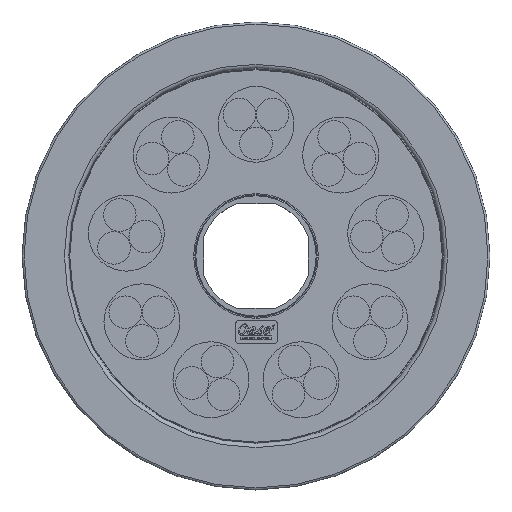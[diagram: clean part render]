
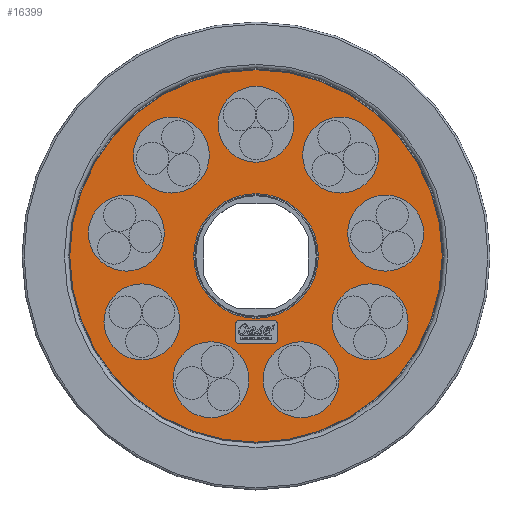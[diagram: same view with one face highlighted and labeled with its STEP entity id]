
A CAD part, top view. The second image highlights one B-rep face of the part: STEP entity #16399.
In plain terms, the highlighted planar face has unit normal (0, 0, 1).
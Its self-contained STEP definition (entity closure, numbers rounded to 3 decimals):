
#1169=FACE_BOUND('',#3272,.T.);
#1170=FACE_BOUND('',#3273,.T.);
#1171=FACE_BOUND('',#3274,.T.);
#1172=FACE_BOUND('',#3275,.T.);
#1173=FACE_BOUND('',#3276,.T.);
#1174=FACE_BOUND('',#3277,.T.);
#1175=FACE_BOUND('',#3278,.T.);
#1176=FACE_BOUND('',#3279,.T.);
#1177=FACE_BOUND('',#3280,.T.);
#1178=FACE_BOUND('',#3281,.T.);
#1179=FACE_BOUND('',#3282,.T.);
#1250=CIRCLE('',#17098,1.28);
#1251=CIRCLE('',#17101,1.28);
#1252=CIRCLE('',#17104,1.28);
#1253=CIRCLE('',#17107,1.28);
#1254=CIRCLE('',#17205,91.912);
#1255=CIRCLE('',#17206,91.912);
#1256=CIRCLE('',#17207,18.75);
#1257=CIRCLE('',#17208,18.75);
#1258=CIRCLE('',#17209,18.75);
#1259=CIRCLE('',#17210,18.75);
#1260=CIRCLE('',#17211,18.75);
#1261=CIRCLE('',#17212,18.75);
#1262=CIRCLE('',#17213,18.75);
#1263=CIRCLE('',#17214,18.75);
#1264=CIRCLE('',#17215,18.75);
#1265=CIRCLE('',#17216,30.773);
#1266=CIRCLE('',#17217,30.773);
#2398=FACE_OUTER_BOUND('',#3271,.T.);
#3271=EDGE_LOOP('',(#11489,#11490));
#3272=EDGE_LOOP('',(#11491));
#3273=EDGE_LOOP('',(#11492));
#3274=EDGE_LOOP('',(#11493));
#3275=EDGE_LOOP('',(#11494));
#3276=EDGE_LOOP('',(#11495));
#3277=EDGE_LOOP('',(#11496));
#3278=EDGE_LOOP('',(#11497));
#3279=EDGE_LOOP('',(#11498));
#3280=EDGE_LOOP('',(#11499));
#3281=EDGE_LOOP('',(#11500,#11501));
#3282=EDGE_LOOP('',(#11502,#11503,#11504,#11505,#11506,#11507,#11508,#11509));
#4491=LINE('',#24993,#5672);
#4495=LINE('',#25002,#5676);
#4516=LINE('',#25762,#5697);
#4519=LINE('',#25769,#5700);
#5672=VECTOR('',#18877,10.);
#5676=VECTOR('',#18887,10.);
#5697=VECTOR('',#18920,10.);
#5700=VECTOR('',#18929,10.);
#6888=VERTEX_POINT('',#24991);
#6889=VERTEX_POINT('',#24992);
#6890=VERTEX_POINT('',#24997);
#6891=VERTEX_POINT('',#25001);
#6892=VERTEX_POINT('',#25005);
#6909=VERTEX_POINT('',#25757);
#6910=VERTEX_POINT('',#25761);
#6911=VERTEX_POINT('',#25765);
#7134=VERTEX_POINT('',#27848);
#7135=VERTEX_POINT('',#27849);
#7136=VERTEX_POINT('',#27852);
#7137=VERTEX_POINT('',#27854);
#7138=VERTEX_POINT('',#27856);
#7139=VERTEX_POINT('',#27858);
#7140=VERTEX_POINT('',#27860);
#7141=VERTEX_POINT('',#27862);
#7142=VERTEX_POINT('',#27864);
#7143=VERTEX_POINT('',#27866);
#7144=VERTEX_POINT('',#27868);
#7145=VERTEX_POINT('',#27870);
#7146=VERTEX_POINT('',#27871);
#8391=EDGE_CURVE('',#6888,#6889,#4491,.T.);
#8394=EDGE_CURVE('',#6889,#6890,#1250,.T.);
#8396=EDGE_CURVE('',#6890,#6891,#4495,.T.);
#8398=EDGE_CURVE('',#6891,#6892,#1251,.T.);
#8437=EDGE_CURVE('',#6909,#6888,#1252,.T.);
#8439=EDGE_CURVE('',#6910,#6909,#4516,.T.);
#8441=EDGE_CURVE('',#6911,#6910,#1253,.T.);
#8443=EDGE_CURVE('',#6892,#6911,#4519,.T.);
#8777=EDGE_CURVE('',#7134,#7135,#1254,.T.);
#8778=EDGE_CURVE('',#7135,#7134,#1255,.T.);
#8779=EDGE_CURVE('',#7136,#7136,#1256,.T.);
#8780=EDGE_CURVE('',#7137,#7137,#1257,.T.);
#8781=EDGE_CURVE('',#7138,#7138,#1258,.T.);
#8782=EDGE_CURVE('',#7139,#7139,#1259,.T.);
#8783=EDGE_CURVE('',#7140,#7140,#1260,.T.);
#8784=EDGE_CURVE('',#7141,#7141,#1261,.T.);
#8785=EDGE_CURVE('',#7142,#7142,#1262,.T.);
#8786=EDGE_CURVE('',#7143,#7143,#1263,.T.);
#8787=EDGE_CURVE('',#7144,#7144,#1264,.T.);
#8788=EDGE_CURVE('',#7145,#7146,#1265,.T.);
#8789=EDGE_CURVE('',#7146,#7145,#1266,.T.);
#11489=ORIENTED_EDGE('',*,*,#8777,.F.);
#11490=ORIENTED_EDGE('',*,*,#8778,.F.);
#11491=ORIENTED_EDGE('',*,*,#8779,.T.);
#11492=ORIENTED_EDGE('',*,*,#8780,.T.);
#11493=ORIENTED_EDGE('',*,*,#8781,.T.);
#11494=ORIENTED_EDGE('',*,*,#8782,.T.);
#11495=ORIENTED_EDGE('',*,*,#8783,.T.);
#11496=ORIENTED_EDGE('',*,*,#8784,.T.);
#11497=ORIENTED_EDGE('',*,*,#8785,.T.);
#11498=ORIENTED_EDGE('',*,*,#8786,.T.);
#11499=ORIENTED_EDGE('',*,*,#8787,.T.);
#11500=ORIENTED_EDGE('',*,*,#8788,.T.);
#11501=ORIENTED_EDGE('',*,*,#8789,.T.);
#11502=ORIENTED_EDGE('',*,*,#8391,.T.);
#11503=ORIENTED_EDGE('',*,*,#8394,.T.);
#11504=ORIENTED_EDGE('',*,*,#8396,.T.);
#11505=ORIENTED_EDGE('',*,*,#8398,.T.);
#11506=ORIENTED_EDGE('',*,*,#8443,.T.);
#11507=ORIENTED_EDGE('',*,*,#8441,.T.);
#11508=ORIENTED_EDGE('',*,*,#8439,.T.);
#11509=ORIENTED_EDGE('',*,*,#8437,.T.);
#15042=PLANE('',#17204);
#16399=ADVANCED_FACE('',(#2398,#1169,#1170,#1171,#1172,#1173,#1174,#1175,
#1176,#1177,#1178,#1179),#15042,.T.);
#17098=AXIS2_PLACEMENT_3D('',#24998,#18882,#18883);
#17101=AXIS2_PLACEMENT_3D('',#25006,#18891,#18892);
#17104=AXIS2_PLACEMENT_3D('',#25758,#18915,#18916);
#17107=AXIS2_PLACEMENT_3D('',#25766,#18924,#18925);
#17204=AXIS2_PLACEMENT_3D('',#27847,#19391,#19392);
#17205=AXIS2_PLACEMENT_3D('',#27850,#19393,#19394);
#17206=AXIS2_PLACEMENT_3D('',#27851,#19395,#19396);
#17207=AXIS2_PLACEMENT_3D('',#27853,#19397,#19398);
#17208=AXIS2_PLACEMENT_3D('',#27855,#19399,#19400);
#17209=AXIS2_PLACEMENT_3D('',#27857,#19401,#19402);
#17210=AXIS2_PLACEMENT_3D('',#27859,#19403,#19404);
#17211=AXIS2_PLACEMENT_3D('',#27861,#19405,#19406);
#17212=AXIS2_PLACEMENT_3D('',#27863,#19407,#19408);
#17213=AXIS2_PLACEMENT_3D('',#27865,#19409,#19410);
#17214=AXIS2_PLACEMENT_3D('',#27867,#19411,#19412);
#17215=AXIS2_PLACEMENT_3D('',#27869,#19413,#19414);
#17216=AXIS2_PLACEMENT_3D('',#27872,#19415,#19416);
#17217=AXIS2_PLACEMENT_3D('',#27873,#19417,#19418);
#18877=DIRECTION('',(1.,0.,0.));
#18882=DIRECTION('center_axis',(0.,0.,-1.));
#18883=DIRECTION('ref_axis',(1.,0.,0.));
#18887=DIRECTION('',(0.,-1.,0.));
#18891=DIRECTION('center_axis',(0.,0.,-1.));
#18892=DIRECTION('ref_axis',(0.,-1.,0.));
#18915=DIRECTION('center_axis',(0.,0.,-1.));
#18916=DIRECTION('ref_axis',(0.,1.,0.));
#18920=DIRECTION('',(0.,1.,0.));
#18924=DIRECTION('center_axis',(0.,0.,-1.));
#18925=DIRECTION('ref_axis',(-1.,0.,0.));
#18929=DIRECTION('',(-1.,0.,0.));
#19391=DIRECTION('center_axis',(0.,0.,1.));
#19392=DIRECTION('ref_axis',(1.,0.,0.));
#19393=DIRECTION('center_axis',(0.,0.,-1.));
#19394=DIRECTION('ref_axis',(1.,0.,0.));
#19395=DIRECTION('center_axis',(0.,0.,-1.));
#19396=DIRECTION('ref_axis',(1.,0.,0.));
#19397=DIRECTION('center_axis',(0.,0.,-1.));
#19398=DIRECTION('ref_axis',(-1.,0.,0.));
#19399=DIRECTION('center_axis',(0.,0.,-1.));
#19400=DIRECTION('ref_axis',(-1.,0.,0.));
#19401=DIRECTION('center_axis',(0.,0.,-1.));
#19402=DIRECTION('ref_axis',(-1.,0.,0.));
#19403=DIRECTION('center_axis',(0.,0.,-1.));
#19404=DIRECTION('ref_axis',(-1.,0.,0.));
#19405=DIRECTION('center_axis',(0.,0.,-1.));
#19406=DIRECTION('ref_axis',(-1.,0.,0.));
#19407=DIRECTION('center_axis',(0.,0.,-1.));
#19408=DIRECTION('ref_axis',(-1.,0.,0.));
#19409=DIRECTION('center_axis',(0.,0.,-1.));
#19410=DIRECTION('ref_axis',(-1.,0.,0.));
#19411=DIRECTION('center_axis',(0.,0.,-1.));
#19412=DIRECTION('ref_axis',(-1.,0.,0.));
#19413=DIRECTION('center_axis',(0.,0.,-1.));
#19414=DIRECTION('ref_axis',(-1.,0.,0.));
#19415=DIRECTION('center_axis',(0.,0.,-1.));
#19416=DIRECTION('ref_axis',(1.,0.,0.));
#19417=DIRECTION('center_axis',(0.,0.,-1.));
#19418=DIRECTION('ref_axis',(1.,0.,0.));
#24991=CARTESIAN_POINT('',(-8.717,-31.952,26.596));
#24992=CARTESIAN_POINT('',(9.201,-31.952,26.596));
#24993=CARTESIAN_POINT('',(4.601,-31.952,26.596));
#24997=CARTESIAN_POINT('',(10.481,-33.231,26.596));
#24998=CARTESIAN_POINT('Origin',(9.201,-33.231,26.596));
#25001=CARTESIAN_POINT('',(10.481,-41.935,26.596));
#25002=CARTESIAN_POINT('',(10.481,24.989,26.596));
#25005=CARTESIAN_POINT('',(9.201,-43.215,26.596));
#25006=CARTESIAN_POINT('Origin',(9.201,-41.935,26.596));
#25757=CARTESIAN_POINT('',(-9.997,-33.231,26.596));
#25758=CARTESIAN_POINT('Origin',(-8.717,-33.231,26.596));
#25761=CARTESIAN_POINT('',(-9.997,-41.935,26.596));
#25762=CARTESIAN_POINT('',(-9.997,29.34,26.596));
#25765=CARTESIAN_POINT('',(-8.717,-43.215,26.596));
#25766=CARTESIAN_POINT('Origin',(-8.717,-41.935,26.596));
#25769=CARTESIAN_POINT('',(-4.359,-43.215,26.596));
#27847=CARTESIAN_POINT('Origin',(0.,91.912,26.596));
#27848=CARTESIAN_POINT('',(0.,91.912,26.596));
#27849=CARTESIAN_POINT('',(0.,-91.912,26.596));
#27850=CARTESIAN_POINT('Origin',(0.,0.,26.596));
#27851=CARTESIAN_POINT('Origin',(0.,0.,26.596));
#27852=CARTESIAN_POINT('',(-45.263,11.287,26.596));
#27853=CARTESIAN_POINT('Origin',(-64.013,11.287,26.596));
#27854=CARTESIAN_POINT('',(-37.542,-32.5,26.596));
#27855=CARTESIAN_POINT('Origin',(-56.292,-32.5,26.596));
#27856=CARTESIAN_POINT('',(40.981,-61.08,26.596));
#27857=CARTESIAN_POINT('Origin',(22.231,-61.08,26.596));
#27858=CARTESIAN_POINT('',(60.531,49.793,26.596));
#27859=CARTESIAN_POINT('Origin',(41.781,49.793,26.596));
#27860=CARTESIAN_POINT('',(-23.031,49.793,26.596));
#27861=CARTESIAN_POINT('Origin',(-41.781,49.793,26.596));
#27862=CARTESIAN_POINT('',(18.75,65.,26.596));
#27863=CARTESIAN_POINT('Origin',(0.,65.,
26.596));
#27864=CARTESIAN_POINT('',(82.763,11.287,26.596));
#27865=CARTESIAN_POINT('Origin',(64.013,11.287,26.596));
#27866=CARTESIAN_POINT('',(75.042,-32.5,26.596));
#27867=CARTESIAN_POINT('Origin',(56.292,-32.5,26.596));
#27868=CARTESIAN_POINT('',(-3.481,-61.08,26.596));
#27869=CARTESIAN_POINT('Origin',(-22.231,-61.08,26.596));
#27870=CARTESIAN_POINT('',(0.,30.773,26.596));
#27871=CARTESIAN_POINT('',(0.,-30.773,26.596));
#27872=CARTESIAN_POINT('Origin',(0.,0.,26.596));
#27873=CARTESIAN_POINT('Origin',(0.,0.,26.596));
